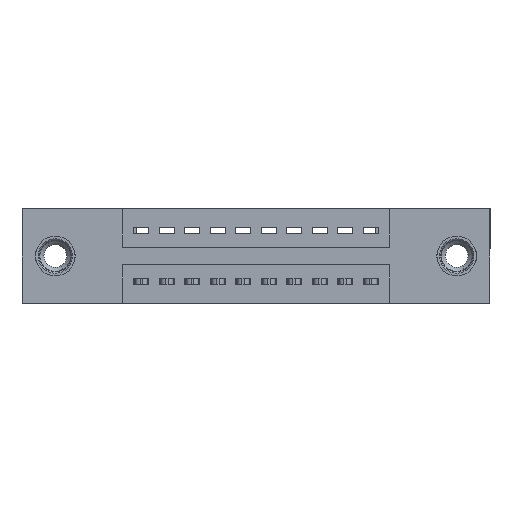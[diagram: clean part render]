
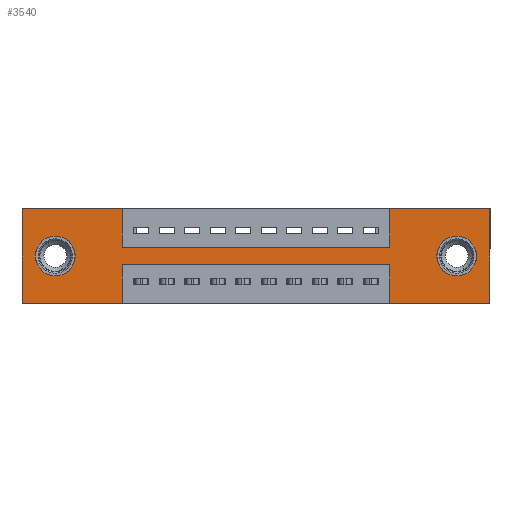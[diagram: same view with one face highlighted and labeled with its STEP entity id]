
A CAD part, front view. The second image highlights one B-rep face of the part: STEP entity #3540.
In plain terms, the highlighted planar face has unit normal (0, -1, 0).
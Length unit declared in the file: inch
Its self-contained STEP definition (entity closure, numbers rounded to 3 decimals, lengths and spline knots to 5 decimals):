
#17 = ORIENTED_EDGE ( 'NONE', *, *, #6558, .T. ) ;
#166 = EDGE_CURVE ( 'NONE', #15183, #13805, #7829, .T. ) ;
#246 = CARTESIAN_POINT ( 'NONE',  ( 0.3925, 0., 0. ) ) ;
#373 = CARTESIAN_POINT ( 'NONE',  ( 1.705, 0., -0.185 ) ) ;
#465 = LINE ( 'NONE', #13898, #10512 ) ;
#581 = AXIS2_PLACEMENT_3D ( 'NONE', #10584, #10962, #3255 ) ;
#731 = FACE_BOUND ( 'NONE', #8811, .T. ) ;
#754 = CARTESIAN_POINT ( 'NONE',  ( 1.4425, 0., -0.22 ) ) ;
#813 = CARTESIAN_POINT ( 'NONE',  ( 1.705, 0., -0.185 ) ) ;
#921 = VERTEX_POINT ( 'NONE', #5017 ) ;
#1000 = VERTEX_POINT ( 'NONE', #15549 ) ;
#1069 = ORIENTED_EDGE ( 'NONE', *, *, #166, .T. ) ;
#1103 = DIRECTION ( 'NONE',  ( -1., 0., 0. ) ) ;
#1227 = VECTOR ( 'NONE', #11064, 39.37008 ) ;
#1535 = VERTEX_POINT ( 'NONE', #15837 ) ;
#1707 = VERTEX_POINT ( 'NONE', #10062 ) ;
#1876 = ORIENTED_EDGE ( 'NONE', *, *, #11719, .T. ) ;
#2071 = AXIS2_PLACEMENT_3D ( 'NONE', #813, #14809, #9976 ) ;
#2120 = CARTESIAN_POINT ( 'NONE',  ( 1.705, 0., -0.263 ) ) ;
#2273 = ORIENTED_EDGE ( 'NONE', *, *, #6719, .F. ) ;
#2610 = DIRECTION ( 'NONE',  ( 0., 0., -1. ) ) ;
#2638 = LINE ( 'NONE', #15340, #13069 ) ;
#2639 = ORIENTED_EDGE ( 'NONE', *, *, #4762, .F. ) ;
#2659 = LINE ( 'NONE', #16332, #6450 ) ;
#2661 = DIRECTION ( 'NONE',  ( 0., 0., 1. ) ) ;
#2670 = VERTEX_POINT ( 'NONE', #754 ) ;
#3255 = DIRECTION ( 'NONE',  ( 0., 0., 1. ) ) ;
#3490 = CIRCLE ( 'NONE', #581, 0.078 ) ;
#3540 = ADVANCED_FACE ( 'NONE', ( #731, #3721, #8133 ), #4803, .T. ) ;
#3611 = CIRCLE ( 'NONE', #12319, 0.078 ) ;
#3689 = VECTOR ( 'NONE', #2661, 39.37008 ) ;
#3721 = FACE_BOUND ( 'NONE', #7909, .T. ) ;
#4052 = DIRECTION ( 'NONE',  ( 0., 0., -1. ) ) ;
#4196 = CARTESIAN_POINT ( 'NONE',  ( 0.3925, 0., -0.15 ) ) ;
#4233 = VERTEX_POINT ( 'NONE', #7655 ) ;
#4668 = LINE ( 'NONE', #15566, #11092 ) ;
#4677 = ORIENTED_EDGE ( 'NONE', *, *, #10305, .F. ) ;
#4762 = EDGE_CURVE ( 'NONE', #1707, #8326, #11908, .T. ) ;
#4803 = PLANE ( 'NONE',  #8318 ) ;
#5017 = CARTESIAN_POINT ( 'NONE',  ( 0., 0., -0.37 ) ) ;
#5179 = CARTESIAN_POINT ( 'NONE',  ( 0., 0., -0.37 ) ) ;
#5192 = EDGE_CURVE ( 'NONE', #8326, #1000, #4668, .T. ) ;
#5300 = DIRECTION ( 'NONE',  ( 0., -1., 0. ) ) ;
#5341 = DIRECTION ( 'NONE',  ( 0., 0., -1. ) ) ;
#5392 = DIRECTION ( 'NONE',  ( 0., 0., 1. ) ) ;
#5403 = CIRCLE ( 'NONE', #9251, 0.078 ) ;
#5405 = VECTOR ( 'NONE', #8492, 39.37008 ) ;
#6050 = CARTESIAN_POINT ( 'NONE',  ( 0., 0., 0. ) ) ;
#6170 = EDGE_LOOP ( 'NONE', ( #12323, #6978, #2273, #7338, #2639, #4677, #8734, #16283, #13948, #7447, #13160, #12905 ) ) ;
#6239 = EDGE_CURVE ( 'NONE', #4233, #15283, #2638, .T. ) ;
#6447 = ORIENTED_EDGE ( 'NONE', *, *, #14444, .T. ) ;
#6450 = VECTOR ( 'NONE', #7972, 39.37008 ) ;
#6478 = VERTEX_POINT ( 'NONE', #4196 ) ;
#6558 = EDGE_CURVE ( 'NONE', #10945, #9362, #3611, .T. ) ;
#6704 = CARTESIAN_POINT ( 'NONE',  ( 1.4425, 0., 0. ) ) ;
#6719 = EDGE_CURVE ( 'NONE', #1000, #2670, #7404, .T. ) ;
#6903 = LINE ( 'NONE', #12907, #3689 ) ;
#6978 = ORIENTED_EDGE ( 'NONE', *, *, #9714, .F. ) ;
#7080 = EDGE_CURVE ( 'NONE', #15167, #6478, #14997, .T. ) ;
#7091 = CARTESIAN_POINT ( 'NONE',  ( 0.3925, 0., -0.15 ) ) ;
#7104 = CARTESIAN_POINT ( 'NONE',  ( 0.3925, 0., 0. ) ) ;
#7338 = ORIENTED_EDGE ( 'NONE', *, *, #5192, .F. ) ;
#7404 = LINE ( 'NONE', #11378, #5405 ) ;
#7446 = LINE ( 'NONE', #6050, #1227 ) ;
#7447 = ORIENTED_EDGE ( 'NONE', *, *, #9945, .F. ) ;
#7587 = EDGE_CURVE ( 'NONE', #6478, #8781, #11992, .T. ) ;
#7655 = CARTESIAN_POINT ( 'NONE',  ( 0.3925, 0., -0.22 ) ) ;
#7829 = CIRCLE ( 'NONE', #2071, 0.078 ) ;
#7849 = DIRECTION ( 'NONE',  ( 0., 1., 0. ) ) ;
#7909 = EDGE_LOOP ( 'NONE', ( #17, #6447 ) ) ;
#7972 = DIRECTION ( 'NONE',  ( 1., 0., 0. ) ) ;
#8133 = FACE_OUTER_BOUND ( 'NONE', #6170, .T. ) ;
#8251 = VERTEX_POINT ( 'NONE', #15536 ) ;
#8257 = DIRECTION ( 'NONE',  ( -1., 0., 0. ) ) ;
#8318 = AXIS2_PLACEMENT_3D ( 'NONE', #5179, #5300, #4052 ) ;
#8326 = VERTEX_POINT ( 'NONE', #11934 ) ;
#8329 = DIRECTION ( 'NONE',  ( 1., 0., 0. ) ) ;
#8379 = DIRECTION ( 'NONE',  ( 0., 0., -1. ) ) ;
#8492 = DIRECTION ( 'NONE',  ( 0., 0., 1. ) ) ;
#8505 = CARTESIAN_POINT ( 'NONE',  ( 1.705, 0., -0.107 ) ) ;
#8734 = ORIENTED_EDGE ( 'NONE', *, *, #16240, .F. ) ;
#8781 = VERTEX_POINT ( 'NONE', #11591 ) ;
#8811 = EDGE_LOOP ( 'NONE', ( #1876, #1069 ) ) ;
#8898 = VECTOR ( 'NONE', #8379, 39.37008 ) ;
#8919 = CARTESIAN_POINT ( 'NONE',  ( 0.13, 0., -0.263 ) ) ;
#9009 = VECTOR ( 'NONE', #8257, 39.37008 ) ;
#9209 = VECTOR ( 'NONE', #8329, 39.37008 ) ;
#9251 = AXIS2_PLACEMENT_3D ( 'NONE', #373, #15619, #9288 ) ;
#9288 = DIRECTION ( 'NONE',  ( 0., 0., -1. ) ) ;
#9362 = VERTEX_POINT ( 'NONE', #8919 ) ;
#9714 = EDGE_CURVE ( 'NONE', #2670, #4233, #465, .T. ) ;
#9945 = EDGE_CURVE ( 'NONE', #1535, #15167, #2659, .T. ) ;
#9976 = DIRECTION ( 'NONE',  ( 0., 0., -1. ) ) ;
#10062 = CARTESIAN_POINT ( 'NONE',  ( 1.835, 0., 0. ) ) ;
#10305 = EDGE_CURVE ( 'NONE', #8251, #1707, #7446, .T. ) ;
#10512 = VECTOR ( 'NONE', #1103, 39.37008 ) ;
#10584 = CARTESIAN_POINT ( 'NONE',  ( 0.13, 0., -0.185 ) ) ;
#10651 = DIRECTION ( 'NONE',  ( -1., 0., 0. ) ) ;
#10945 = VERTEX_POINT ( 'NONE', #11206 ) ;
#10962 = DIRECTION ( 'NONE',  ( 0., 1., 0. ) ) ;
#10984 = CARTESIAN_POINT ( 'NONE',  ( 1.835, 0., 0. ) ) ;
#11064 = DIRECTION ( 'NONE',  ( 1., 0., 0. ) ) ;
#11092 = VECTOR ( 'NONE', #10651, 39.37008 ) ;
#11206 = CARTESIAN_POINT ( 'NONE',  ( 0.13, 0., -0.107 ) ) ;
#11378 = CARTESIAN_POINT ( 'NONE',  ( 1.4425, 0., -0.37 ) ) ;
#11591 = CARTESIAN_POINT ( 'NONE',  ( 1.4425, 0., -0.15 ) ) ;
#11719 = EDGE_CURVE ( 'NONE', #13805, #15183, #5403, .T. ) ;
#11908 = LINE ( 'NONE', #10984, #8898 ) ;
#11917 = EDGE_CURVE ( 'NONE', #15283, #921, #16360, .T. ) ;
#11934 = CARTESIAN_POINT ( 'NONE',  ( 1.835, 0., -0.37 ) ) ;
#11992 = LINE ( 'NONE', #7091, #9209 ) ;
#12007 = CARTESIAN_POINT ( 'NONE',  ( 0., 0., -0.37 ) ) ;
#12319 = AXIS2_PLACEMENT_3D ( 'NONE', #15666, #7849, #5392 ) ;
#12323 = ORIENTED_EDGE ( 'NONE', *, *, #6239, .F. ) ;
#12905 = ORIENTED_EDGE ( 'NONE', *, *, #11917, .F. ) ;
#12907 = CARTESIAN_POINT ( 'NONE',  ( 0., 0., 0. ) ) ;
#13069 = VECTOR ( 'NONE', #2610, 39.37008 ) ;
#13160 = ORIENTED_EDGE ( 'NONE', *, *, #14273, .F. ) ;
#13186 = DIRECTION ( 'NONE',  ( 0., 0., 1. ) ) ;
#13805 = VERTEX_POINT ( 'NONE', #8505 ) ;
#13898 = CARTESIAN_POINT ( 'NONE',  ( 0.3925, 0., -0.22 ) ) ;
#13948 = ORIENTED_EDGE ( 'NONE', *, *, #7080, .F. ) ;
#14268 = VECTOR ( 'NONE', #13186, 39.37008 ) ;
#14273 = EDGE_CURVE ( 'NONE', #921, #1535, #6903, .T. ) ;
#14444 = EDGE_CURVE ( 'NONE', #9362, #10945, #3490, .T. ) ;
#14606 = VECTOR ( 'NONE', #5341, 39.37008 ) ;
#14809 = DIRECTION ( 'NONE',  ( 0., 1., 0. ) ) ;
#14997 = LINE ( 'NONE', #246, #14606 ) ;
#15167 = VERTEX_POINT ( 'NONE', #7104 ) ;
#15183 = VERTEX_POINT ( 'NONE', #2120 ) ;
#15283 = VERTEX_POINT ( 'NONE', #16409 ) ;
#15340 = CARTESIAN_POINT ( 'NONE',  ( 0.3925, 0., -0.37 ) ) ;
#15440 = LINE ( 'NONE', #6704, #14268 ) ;
#15536 = CARTESIAN_POINT ( 'NONE',  ( 1.4425, 0., 0. ) ) ;
#15549 = CARTESIAN_POINT ( 'NONE',  ( 1.4425, 0., -0.37 ) ) ;
#15566 = CARTESIAN_POINT ( 'NONE',  ( 0., 0., -0.37 ) ) ;
#15619 = DIRECTION ( 'NONE',  ( 0., 1., 0. ) ) ;
#15666 = CARTESIAN_POINT ( 'NONE',  ( 0.13, 0., -0.185 ) ) ;
#15837 = CARTESIAN_POINT ( 'NONE',  ( 0., 0., 0. ) ) ;
#16240 = EDGE_CURVE ( 'NONE', #8781, #8251, #15440, .T. ) ;
#16283 = ORIENTED_EDGE ( 'NONE', *, *, #7587, .F. ) ;
#16332 = CARTESIAN_POINT ( 'NONE',  ( 0., 0., 0. ) ) ;
#16360 = LINE ( 'NONE', #12007, #9009 ) ;
#16409 = CARTESIAN_POINT ( 'NONE',  ( 0.3925, 0., -0.37 ) ) ;
